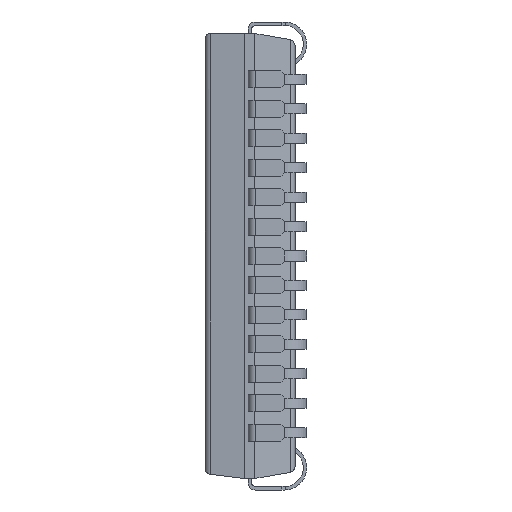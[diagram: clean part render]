
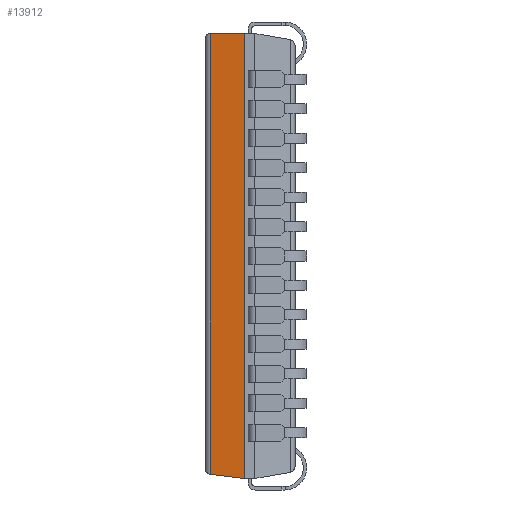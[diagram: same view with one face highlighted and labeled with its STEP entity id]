
A CAD part, left-side view. The second image highlights one B-rep face of the part: STEP entity #13912.
In plain terms, the highlighted planar face has unit normal (-0.993, 0.122, 0).
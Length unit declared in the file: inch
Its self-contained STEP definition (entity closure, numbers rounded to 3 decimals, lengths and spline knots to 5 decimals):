
#482 = CARTESIAN_POINT ( 'NONE',  ( -0.37079, 0.16372, 0.378 ) ) ;
#483 = DIRECTION ( 'NONE',  ( -0.122, -0.993, 0. ) ) ;
#874 = VERTEX_POINT ( 'NONE', #37589 ) ;
#1168 = EDGE_CURVE ( 'NONE', #1902, #1908, #10894, .T. ) ;
#1706 = VECTOR ( 'NONE', #38344, 39.37008 ) ;
#1902 = VERTEX_POINT ( 'NONE', #38566 ) ;
#1908 = VERTEX_POINT ( 'NONE', #38572 ) ;
#2211 = EDGE_CURVE ( 'NONE', #874, #1902, #11536, .T. ) ;
#2866 = VERTEX_POINT ( 'NONE', #13206 ) ;
#3226 = ORIENTED_EDGE ( 'NONE', *, *, #3528, .F. ) ;
#3227 = ORIENTED_EDGE ( 'NONE', *, *, #2211, .F. ) ;
#3228 = ORIENTED_EDGE ( 'NONE', *, *, #3529, .T. ) ;
#3229 = ORIENTED_EDGE ( 'NONE', *, *, #1168, .F. ) ;
#3528 = EDGE_CURVE ( 'NONE', #1908, #2866, #12722, .T. ) ;
#3529 = EDGE_CURVE ( 'NONE', #874, #2866, #12723, .T. ) ;
#9963 = EDGE_LOOP ( 'NONE', ( #3226, #3229, #3227, #3228 ) ) ;
#10894 = LINE ( 'NONE', #38343, #1706 ) ;
#11536 = LINE ( 'NONE', #482, #11774 ) ;
#11774 = VECTOR ( 'NONE', #483, 39.37008 ) ;
#12722 = LINE ( 'NONE', #13577, #13681 ) ;
#12723 = LINE ( 'NONE', #13579, #13682 ) ;
#13206 = CARTESIAN_POINT ( 'NONE',  ( -0.37079, 0.16372, -0.37079 ) ) ;
#13577 = CARTESIAN_POINT ( 'NONE',  ( -0.35983, 0.25297, -0.35983 ) ) ;
#13578 = DIRECTION ( 'NONE',  ( 0.121, 0.985, 0.121 ) ) ;
#13579 = CARTESIAN_POINT ( 'NONE',  ( -0.37079, 0.16372, 0.378 ) ) ;
#13580 = DIRECTION ( 'NONE',  ( 0., 0., -1. ) ) ;
#13681 = VECTOR ( 'NONE', #13578, 39.37008 ) ;
#13682 = VECTOR ( 'NONE', #13580, 39.37008 ) ;
#13912 = ADVANCED_FACE ( 'NONE', ( #36965 ), #36446, .F. ) ;
#36446 = PLANE ( 'NONE',  #36881 ) ;
#36447 = CARTESIAN_POINT ( 'NONE',  ( -0.37079, 0.16372, 0.378 ) ) ;
#36448 = DIRECTION ( 'NONE',  ( 0.993, -0.122, 0. ) ) ;
#36449 = DIRECTION ( 'NONE',  ( 0.122, 0.993, 0. ) ) ;
#36881 = AXIS2_PLACEMENT_3D ( 'NONE', #36447, #36448, #36449 ) ;
#36965 = FACE_OUTER_BOUND ( 'NONE', #9963, .T. ) ;
#37589 = CARTESIAN_POINT ( 'NONE',  ( -0.37079, 0.16372, 0.378 ) ) ;
#38343 = CARTESIAN_POINT ( 'NONE',  ( -0.378, 0.105, 0.378 ) ) ;
#38344 = DIRECTION ( 'NONE',  ( 0., 0., -1. ) ) ;
#38566 = CARTESIAN_POINT ( 'NONE',  ( -0.378, 0.105, 0.378 ) ) ;
#38572 = CARTESIAN_POINT ( 'NONE',  ( -0.378, 0.105, -0.378 ) ) ;
